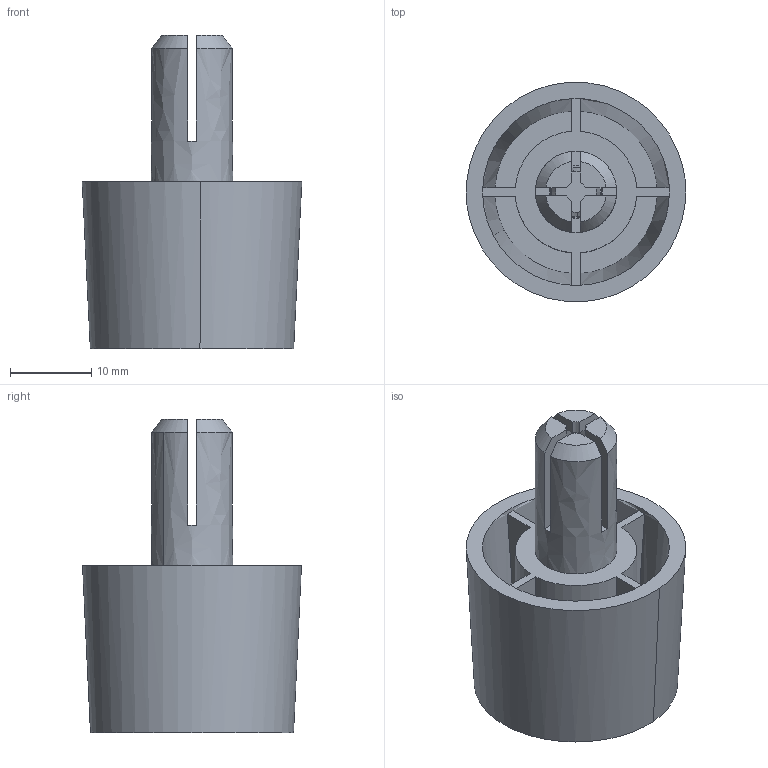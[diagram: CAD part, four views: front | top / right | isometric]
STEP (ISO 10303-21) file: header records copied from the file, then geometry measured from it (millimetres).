
FILE_DESCRIPTION((''),'2;1');
FILE_NAME('','2005-12-14T14:54:28',(''),(''),'','CADfix','');
FILE_SCHEMA(('AUTOMOTIVE_DESIGN'));
Length unit declared in the file: millimetre
Products named in the file (3): pin; foot; TM_128_2_15250_36
Assembly tree (2 placements, depth 2):
  TM_128_2_15250_36
    pin
    foot
Bounding box: 27 x 26.92 x 38.5 mm (x, y, z)
Volume: 7631.2 mm3; surface area: 7303.7 mm2
Topology: 2 solids, 2 shells, 82 faces, 257 edges, 185 vertices
Faces by surface type: bspline 82
Entity records: 3021 total; most frequent: CARTESIAN_POINT 1567, ORIENTED_EDGE 514, EDGE_CURVE 257, VERTEX_POINT 185, QUASI_UNIFORM_CURVE 104, EDGE_LOOP 90, FACE_OUTER_BOUND 82, ADVANCED_FACE 82
